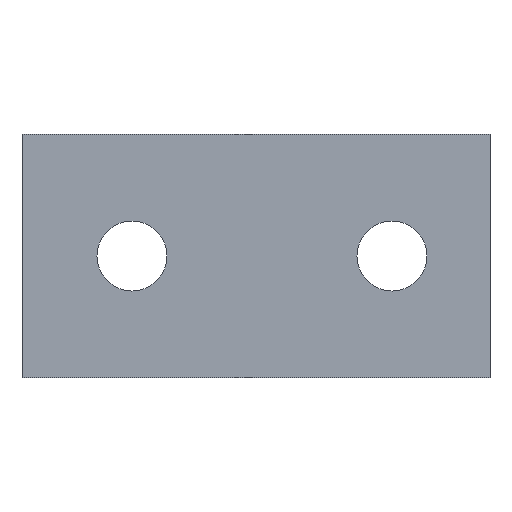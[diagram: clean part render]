
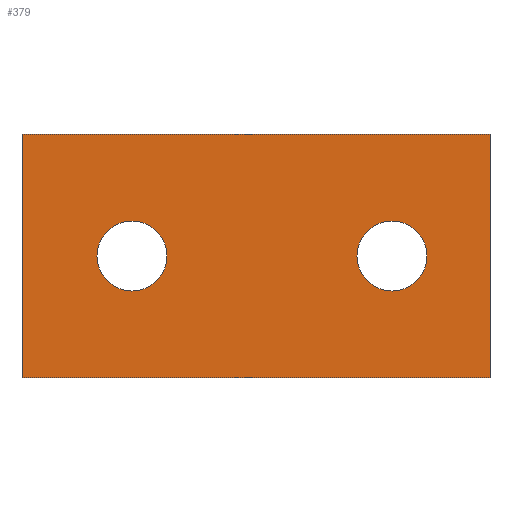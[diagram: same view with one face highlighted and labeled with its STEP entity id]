
A CAD part, front view. The second image highlights one B-rep face of the part: STEP entity #379.
In plain terms, the highlighted planar face has unit normal (0, -1, 0).
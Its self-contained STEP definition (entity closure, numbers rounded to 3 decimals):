
#40 = VERTEX_POINT('',#41);
#41 = CARTESIAN_POINT('',(-2.,41.05,38.111));
#50 = PLANE('',#51);
#51 = AXIS2_PLACEMENT_3D('',#52,#53,#54);
#52 = CARTESIAN_POINT('',(-2.,43.25,32.02));
#53 = DIRECTION('',(1.,0.,0.));
#54 = DIRECTION('',(0.,0.,1.));
#62 = PLANE('',#63);
#63 = AXIS2_PLACEMENT_3D('',#64,#65,#66);
#64 = CARTESIAN_POINT('',(22.,45.45,38.111));
#65 = DIRECTION('',(0.,0.,-1.));
#66 = DIRECTION('',(0.,1.,0.));
#103 = VERTEX_POINT('',#104);
#104 = CARTESIAN_POINT('',(-2.,41.05,25.929));
#118 = PLANE('',#119);
#119 = AXIS2_PLACEMENT_3D('',#120,#121,#122);
#120 = CARTESIAN_POINT('',(22.,41.05,25.929));
#121 = DIRECTION('',(0.,0.,1.));
#122 = DIRECTION('',(0.,-1.,0.));
#130 = EDGE_CURVE('',#103,#40,#131,.T.);
#131 = SURFACE_CURVE('',#132,(#136,#143),.PCURVE_S1.);
#132 = LINE('',#133,#134);
#133 = CARTESIAN_POINT('',(-2.,41.05,25.929));
#134 = VECTOR('',#135,1.);
#135 = DIRECTION('',(0.,0.,1.));
#136 = PCURVE('',#50,#137);
#137 = DEFINITIONAL_REPRESENTATION('',(#138),#142);
#138 = LINE('',#139,#140);
#139 = CARTESIAN_POINT('',(-6.091,2.2));
#140 = VECTOR('',#141,1.);
#141 = DIRECTION('',(1.,0.));
#142 = ( GEOMETRIC_REPRESENTATION_CONTEXT(2) 
PARAMETRIC_REPRESENTATION_CONTEXT() REPRESENTATION_CONTEXT('2D SPACE',''
  ) );
#143 = PCURVE('',#144,#149);
#144 = PLANE('',#145);
#145 = AXIS2_PLACEMENT_3D('',#146,#147,#148);
#146 = CARTESIAN_POINT('',(22.,41.05,38.111));
#147 = DIRECTION('',(0.,1.,0.));
#148 = DIRECTION('',(0.,0.,1.));
#149 = DEFINITIONAL_REPRESENTATION('',(#150),#154);
#150 = LINE('',#151,#152);
#151 = CARTESIAN_POINT('',(-12.182,-24.));
#152 = VECTOR('',#153,1.);
#153 = DIRECTION('',(1.,0.));
#154 = ( GEOMETRIC_REPRESENTATION_CONTEXT(2) 
PARAMETRIC_REPRESENTATION_CONTEXT() REPRESENTATION_CONTEXT('2D SPACE',''
  ) );
#159 = EDGE_CURVE('',#40,#160,#162,.T.);
#160 = VERTEX_POINT('',#161);
#161 = CARTESIAN_POINT('',(21.4,41.05,38.111));
#162 = SURFACE_CURVE('',#163,(#166,#172),.PCURVE_S1.);
#163 = B_SPLINE_CURVE_WITH_KNOTS('',1,(#164,#165),.UNSPECIFIED.,.F.,.F.,
  (2,2),(0.,1.),.PIECEWISE_BEZIER_KNOTS.);
#164 = CARTESIAN_POINT('',(-2.,41.05,38.111));
#165 = CARTESIAN_POINT('',(22.,41.05,38.111));
#166 = PCURVE('',#62,#167);
#167 = DEFINITIONAL_REPRESENTATION('',(#168),#171);
#168 = B_SPLINE_CURVE_WITH_KNOTS('',1,(#169,#170),.UNSPECIFIED.,.F.,.F.,
  (2,2),(0.,1.),.PIECEWISE_BEZIER_KNOTS.);
#169 = CARTESIAN_POINT('',(-4.4,-24.));
#170 = CARTESIAN_POINT('',(-4.4,0.));
#171 = ( GEOMETRIC_REPRESENTATION_CONTEXT(2) 
PARAMETRIC_REPRESENTATION_CONTEXT() REPRESENTATION_CONTEXT('2D SPACE',''
  ) );
#172 = PCURVE('',#144,#173);
#173 = DEFINITIONAL_REPRESENTATION('',(#174),#177);
#174 = B_SPLINE_CURVE_WITH_KNOTS('',1,(#175,#176),.UNSPECIFIED.,.F.,.F.,
  (2,2),(0.,1.),.PIECEWISE_BEZIER_KNOTS.);
#175 = CARTESIAN_POINT('',(0.,-24.));
#176 = CARTESIAN_POINT('',(0.,0.));
#177 = ( GEOMETRIC_REPRESENTATION_CONTEXT(2) 
PARAMETRIC_REPRESENTATION_CONTEXT() REPRESENTATION_CONTEXT('2D SPACE',''
  ) );
#214 = PLANE('',#215);
#215 = AXIS2_PLACEMENT_3D('',#216,#217,#218);
#216 = CARTESIAN_POINT('',(21.4,43.25,32.02));
#217 = DIRECTION('',(1.,0.,0.));
#218 = DIRECTION('',(0.,0.,1.));
#291 = CYLINDRICAL_SURFACE('',#292,1.75);
#292 = AXIS2_PLACEMENT_3D('',#293,#294,#295);
#293 = CARTESIAN_POINT('',(3.5,41.05,32.02));
#294 = DIRECTION('',(0.,-1.,0.));
#295 = DIRECTION('',(1.,0.,0.));
#322 = CYLINDRICAL_SURFACE('',#323,1.75);
#323 = AXIS2_PLACEMENT_3D('',#324,#325,#326);
#324 = CARTESIAN_POINT('',(16.5,41.05,32.02));
#325 = DIRECTION('',(0.,-1.,0.));
#326 = DIRECTION('',(1.,0.,0.));
#339 = EDGE_CURVE('',#103,#340,#342,.T.);
#340 = VERTEX_POINT('',#341);
#341 = CARTESIAN_POINT('',(21.4,41.05,25.929));
#342 = SURFACE_CURVE('',#343,(#346,#352),.PCURVE_S1.);
#343 = B_SPLINE_CURVE_WITH_KNOTS('',1,(#344,#345),.UNSPECIFIED.,.F.,.F.,
  (2,2),(0.,1.),.PIECEWISE_BEZIER_KNOTS.);
#344 = CARTESIAN_POINT('',(-2.,41.05,25.929));
#345 = CARTESIAN_POINT('',(22.,41.05,25.929));
#346 = PCURVE('',#118,#347);
#347 = DEFINITIONAL_REPRESENTATION('',(#348),#351);
#348 = B_SPLINE_CURVE_WITH_KNOTS('',1,(#349,#350),.UNSPECIFIED.,.F.,.F.,
  (2,2),(0.,1.),.PIECEWISE_BEZIER_KNOTS.);
#349 = CARTESIAN_POINT('',(0.,-24.));
#350 = CARTESIAN_POINT('',(0.,0.));
#351 = ( GEOMETRIC_REPRESENTATION_CONTEXT(2) 
PARAMETRIC_REPRESENTATION_CONTEXT() REPRESENTATION_CONTEXT('2D SPACE',''
  ) );
#352 = PCURVE('',#144,#353);
#353 = DEFINITIONAL_REPRESENTATION('',(#354),#357);
#354 = B_SPLINE_CURVE_WITH_KNOTS('',1,(#355,#356),.UNSPECIFIED.,.F.,.F.,
  (2,2),(0.,1.),.PIECEWISE_BEZIER_KNOTS.);
#355 = CARTESIAN_POINT('',(-12.182,-24.));
#356 = CARTESIAN_POINT('',(-12.182,0.));
#357 = ( GEOMETRIC_REPRESENTATION_CONTEXT(2) 
PARAMETRIC_REPRESENTATION_CONTEXT() REPRESENTATION_CONTEXT('2D SPACE',''
  ) );
#379 = ADVANCED_FACE('',(#380,#406,#436),#144,.F.);
#380 = FACE_BOUND('',#381,.F.);
#381 = EDGE_LOOP('',(#382,#383,#384,#385));
#382 = ORIENTED_EDGE('',*,*,#339,.F.);
#383 = ORIENTED_EDGE('',*,*,#130,.T.);
#384 = ORIENTED_EDGE('',*,*,#159,.T.);
#385 = ORIENTED_EDGE('',*,*,#386,.T.);
#386 = EDGE_CURVE('',#160,#340,#387,.T.);
#387 = SURFACE_CURVE('',#388,(#392,#399),.PCURVE_S1.);
#388 = LINE('',#389,#390);
#389 = CARTESIAN_POINT('',(21.4,41.05,38.111));
#390 = VECTOR('',#391,1.);
#391 = DIRECTION('',(0.,0.,-1.));
#392 = PCURVE('',#144,#393);
#393 = DEFINITIONAL_REPRESENTATION('',(#394),#398);
#394 = LINE('',#395,#396);
#395 = CARTESIAN_POINT('',(0.,-0.6));
#396 = VECTOR('',#397,1.);
#397 = DIRECTION('',(-1.,0.));
#398 = ( GEOMETRIC_REPRESENTATION_CONTEXT(2) 
PARAMETRIC_REPRESENTATION_CONTEXT() REPRESENTATION_CONTEXT('2D SPACE',''
  ) );
#399 = PCURVE('',#214,#400);
#400 = DEFINITIONAL_REPRESENTATION('',(#401),#405);
#401 = LINE('',#402,#403);
#402 = CARTESIAN_POINT('',(6.091,2.2));
#403 = VECTOR('',#404,1.);
#404 = DIRECTION('',(-1.,0.));
#405 = ( GEOMETRIC_REPRESENTATION_CONTEXT(2) 
PARAMETRIC_REPRESENTATION_CONTEXT() REPRESENTATION_CONTEXT('2D SPACE',''
  ) );
#406 = FACE_BOUND('',#407,.F.);
#407 = EDGE_LOOP('',(#408));
#408 = ORIENTED_EDGE('',*,*,#409,.T.);
#409 = EDGE_CURVE('',#410,#410,#412,.T.);
#410 = VERTEX_POINT('',#411);
#411 = CARTESIAN_POINT('',(5.25,41.05,32.02));
#412 = SURFACE_CURVE('',#413,(#418,#429),.PCURVE_S1.);
#413 = CIRCLE('',#414,1.75);
#414 = AXIS2_PLACEMENT_3D('',#415,#416,#417);
#415 = CARTESIAN_POINT('',(3.5,41.05,32.02));
#416 = DIRECTION('',(0.,-1.,0.));
#417 = DIRECTION('',(1.,0.,0.));
#418 = PCURVE('',#144,#419);
#419 = DEFINITIONAL_REPRESENTATION('',(#420),#428);
#420 = ( BOUNDED_CURVE() B_SPLINE_CURVE(2,(#421,#422,#423,#424,#425,#426
,#427),.UNSPECIFIED.,.T.,.F.) B_SPLINE_CURVE_WITH_KNOTS((1,2,2,2,2,1),(
    -2.094,0.,2.094,4.189,6.283,
8.378),.UNSPECIFIED.) CURVE() GEOMETRIC_REPRESENTATION_ITEM() 
RATIONAL_B_SPLINE_CURVE((1.,0.5,1.,0.5,1.,0.5,1.)) REPRESENTATION_ITEM(
  '') );
#421 = CARTESIAN_POINT('',(-6.091,-16.75));
#422 = CARTESIAN_POINT('',(-3.06,-16.75));
#423 = CARTESIAN_POINT('',(-4.576,-19.375));
#424 = CARTESIAN_POINT('',(-6.091,-22.));
#425 = CARTESIAN_POINT('',(-7.607,-19.375));
#426 = CARTESIAN_POINT('',(-9.122,-16.75));
#427 = CARTESIAN_POINT('',(-6.091,-16.75));
#428 = ( GEOMETRIC_REPRESENTATION_CONTEXT(2) 
PARAMETRIC_REPRESENTATION_CONTEXT() REPRESENTATION_CONTEXT('2D SPACE',''
  ) );
#429 = PCURVE('',#291,#430);
#430 = DEFINITIONAL_REPRESENTATION('',(#431),#435);
#431 = LINE('',#432,#433);
#432 = CARTESIAN_POINT('',(0.,0.));
#433 = VECTOR('',#434,1.);
#434 = DIRECTION('',(1.,0.));
#435 = ( GEOMETRIC_REPRESENTATION_CONTEXT(2) 
PARAMETRIC_REPRESENTATION_CONTEXT() REPRESENTATION_CONTEXT('2D SPACE',''
  ) );
#436 = FACE_BOUND('',#437,.F.);
#437 = EDGE_LOOP('',(#438));
#438 = ORIENTED_EDGE('',*,*,#439,.T.);
#439 = EDGE_CURVE('',#440,#440,#442,.T.);
#440 = VERTEX_POINT('',#441);
#441 = CARTESIAN_POINT('',(18.25,41.05,32.02));
#442 = SURFACE_CURVE('',#443,(#448,#459),.PCURVE_S1.);
#443 = CIRCLE('',#444,1.75);
#444 = AXIS2_PLACEMENT_3D('',#445,#446,#447);
#445 = CARTESIAN_POINT('',(16.5,41.05,32.02));
#446 = DIRECTION('',(0.,-1.,0.));
#447 = DIRECTION('',(1.,0.,0.));
#448 = PCURVE('',#144,#449);
#449 = DEFINITIONAL_REPRESENTATION('',(#450),#458);
#450 = ( BOUNDED_CURVE() B_SPLINE_CURVE(2,(#451,#452,#453,#454,#455,#456
,#457),.UNSPECIFIED.,.T.,.F.) B_SPLINE_CURVE_WITH_KNOTS((1,2,2,2,2,1),(
    -2.094,0.,2.094,4.189,6.283,
8.378),.UNSPECIFIED.) CURVE() GEOMETRIC_REPRESENTATION_ITEM() 
RATIONAL_B_SPLINE_CURVE((1.,0.5,1.,0.5,1.,0.5,1.)) REPRESENTATION_ITEM(
  '') );
#451 = CARTESIAN_POINT('',(-6.091,-3.75));
#452 = CARTESIAN_POINT('',(-3.06,-3.75));
#453 = CARTESIAN_POINT('',(-4.576,-6.375));
#454 = CARTESIAN_POINT('',(-6.091,-9.));
#455 = CARTESIAN_POINT('',(-7.607,-6.375));
#456 = CARTESIAN_POINT('',(-9.122,-3.75));
#457 = CARTESIAN_POINT('',(-6.091,-3.75));
#458 = ( GEOMETRIC_REPRESENTATION_CONTEXT(2) 
PARAMETRIC_REPRESENTATION_CONTEXT() REPRESENTATION_CONTEXT('2D SPACE',''
  ) );
#459 = PCURVE('',#322,#460);
#460 = DEFINITIONAL_REPRESENTATION('',(#461),#465);
#461 = LINE('',#462,#463);
#462 = CARTESIAN_POINT('',(0.,0.));
#463 = VECTOR('',#464,1.);
#464 = DIRECTION('',(1.,0.));
#465 = ( GEOMETRIC_REPRESENTATION_CONTEXT(2) 
PARAMETRIC_REPRESENTATION_CONTEXT() REPRESENTATION_CONTEXT('2D SPACE',''
  ) );
